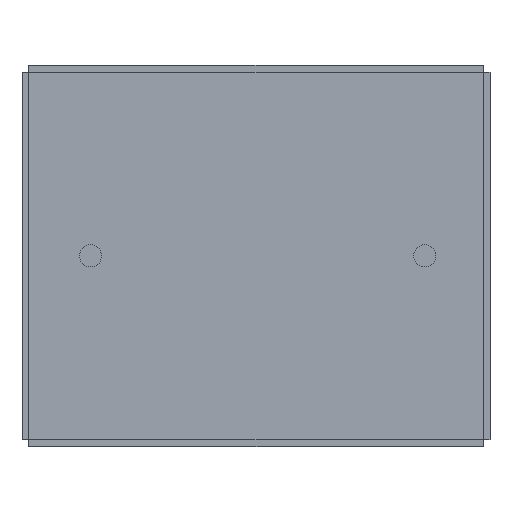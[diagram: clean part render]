
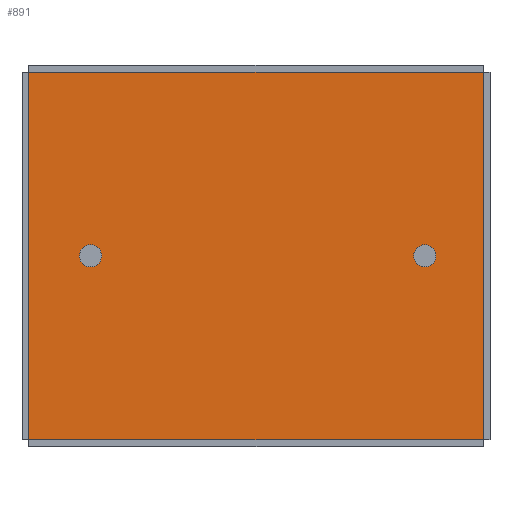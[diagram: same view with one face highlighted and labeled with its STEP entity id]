
A CAD part, top view. The second image highlights one B-rep face of the part: STEP entity #891.
In plain terms, the highlighted planar face has unit normal (0, 0, 1).
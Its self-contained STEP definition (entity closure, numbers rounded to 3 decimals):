
#14=FACE_BOUND('',#139,.T.);
#15=FACE_BOUND('',#140,.T.);
#40=CIRCLE('',#940,3.324);
#41=CIRCLE('',#942,3.324);
#88=FACE_OUTER_BOUND('',#138,.T.);
#138=EDGE_LOOP('',(#740,#741,#742,#743));
#139=EDGE_LOOP('',(#744));
#140=EDGE_LOOP('',(#745));
#242=LINE('',#1793,#324);
#247=LINE('',#1802,#329);
#254=LINE('',#1821,#336);
#255=LINE('',#1822,#337);
#324=VECTOR('',#1067,10.);
#329=VECTOR('',#1074,10.);
#336=VECTOR('',#1097,10.);
#337=VECTOR('',#1098,10.);
#403=VERTEX_POINT('',#1790);
#404=VERTEX_POINT('',#1792);
#407=VERTEX_POINT('',#1800);
#409=VERTEX_POINT('',#1812);
#410=VERTEX_POINT('',#1816);
#411=VERTEX_POINT('',#1820);
#512=EDGE_CURVE('',#404,#403,#242,.T.);
#517=EDGE_CURVE('',#403,#407,#247,.T.);
#522=EDGE_CURVE('',#409,#409,#40,.T.);
#524=EDGE_CURVE('',#410,#410,#41,.T.);
#526=EDGE_CURVE('',#407,#411,#254,.T.);
#527=EDGE_CURVE('',#411,#404,#255,.T.);
#740=ORIENTED_EDGE('',*,*,#512,.T.);
#741=ORIENTED_EDGE('',*,*,#517,.T.);
#742=ORIENTED_EDGE('',*,*,#526,.T.);
#743=ORIENTED_EDGE('',*,*,#527,.T.);
#744=ORIENTED_EDGE('',*,*,#522,.T.);
#745=ORIENTED_EDGE('',*,*,#524,.T.);
#790=PLANE('',#943);
#891=ADVANCED_FACE('',(#88,#14,#15),#790,.T.);
#940=AXIS2_PLACEMENT_3D('',#1813,#1087,#1088);
#942=AXIS2_PLACEMENT_3D('',#1817,#1092,#1093);
#943=AXIS2_PLACEMENT_3D('',#1819,#1095,#1096);
#1067=DIRECTION('',(-1.,0.,0.));
#1074=DIRECTION('',(0.,-1.,0.));
#1087=DIRECTION('center_axis',(0.,0.,-1.));
#1088=DIRECTION('ref_axis',(-1.,0.,0.));
#1092=DIRECTION('center_axis',(0.,0.,-1.));
#1093=DIRECTION('ref_axis',(-1.,0.,0.));
#1095=DIRECTION('center_axis',(0.,0.,1.));
#1096=DIRECTION('ref_axis',(-1.,0.,0.));
#1097=DIRECTION('',(1.,0.,0.));
#1098=DIRECTION('',(0.,1.,0.));
#1790=CARTESIAN_POINT('',(-68.,55.,10.));
#1792=CARTESIAN_POINT('',(68.,55.,10.));
#1793=CARTESIAN_POINT('',(-68.,55.,10.));
#1800=CARTESIAN_POINT('',(-68.,-55.,10.));
#1802=CARTESIAN_POINT('',(-68.,-55.,10.));
#1812=CARTESIAN_POINT('',(-46.177,0.,10.));
#1813=CARTESIAN_POINT('Origin',(-49.5,0.,10.));
#1816=CARTESIAN_POINT('',(53.824,0.,10.));
#1817=CARTESIAN_POINT('Origin',(50.5,0.,10.));
#1819=CARTESIAN_POINT('Origin',(0.,0.,10.));
#1820=CARTESIAN_POINT('',(68.,-55.,10.));
#1821=CARTESIAN_POINT('',(68.,-55.,10.));
#1822=CARTESIAN_POINT('',(68.,55.,10.));
